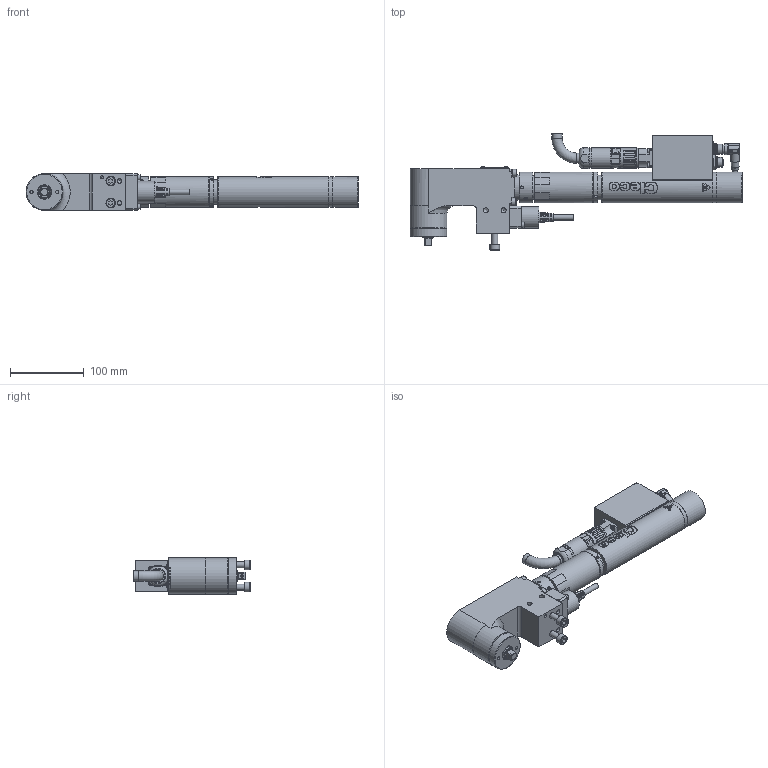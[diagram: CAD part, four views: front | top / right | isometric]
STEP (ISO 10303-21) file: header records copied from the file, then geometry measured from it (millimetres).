
FILE_DESCRIPTION(/* description */ (''),/* implementation_level */ '2;1');
FILE_NAME(/* name */ '1BD12T1A-A_IAM_001.iam.step',/* time_stamp */ '2021-07-28T07:27:13+02:00',/* author */ ('cideon'),/* organization */ (''),/* preprocessor_version */ 'ST-DEVELOPER v17.2',/* originating_system */ 'Autodesk Inventor 2019',/* authorisation */ '');
FILE_SCHEMA (('AUTOMOTIVE_DESIGN { 1 0 10303 214 3 1 1 }'));
Length unit declared in the file: centimetre
Products named in the file (1): Bauteil2
Bounding box: 450.55 x 157.75 x 50 mm (x, y, z)
Volume: 1020016.5 mm3; surface area: 216384.5 mm2
Topology: 2 solids, 2 shells, 3696 faces, 10456 edges, 6959 vertices
Faces by surface type: plane 2153, cylinder 868, bspline 274, cone 200, torus 188, sphere 13
Full cylindrical faces by diameter (mm): 0.434 x2, 0.6 x6, 0.9 x8, 1.83 x2, 2.1 x2, 2.5 x7, 2.8 x4, 3.2 x3, 3.4 x4, 3.5 x1, 4 x10, 4.5 x5, 5 x6, 5.1 x1, 5.2 x1, 5.5 x10, 5.6 x4, 5.9 x1, 6 x12, 6.3 x1, 6.6 x3, 6.8 x4, 7 x2, 7.3 x1, 7.5 x3, 8 x2, 9 x2, 10 x7, 10.5 x1, 10.9 x2
Entity records: 171504 total; most frequent: CARTESIAN_POINT 75094, ORIENTED_EDGE 20864, DIRECTION 18456, EDGE_CURVE 10432, VERTEX_POINT 6959, AXIS2_PLACEMENT_3D 6438, LINE 5580, VECTOR 5580
